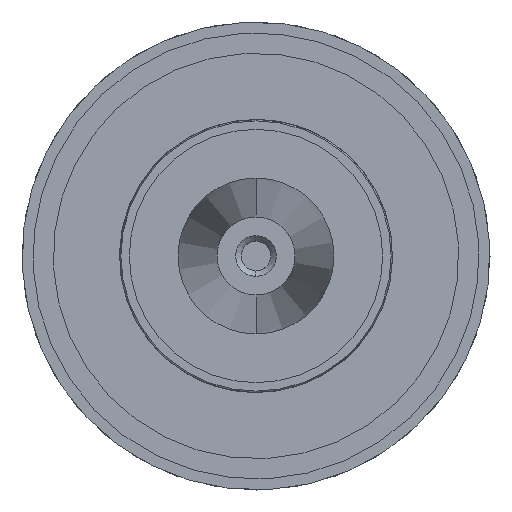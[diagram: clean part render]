
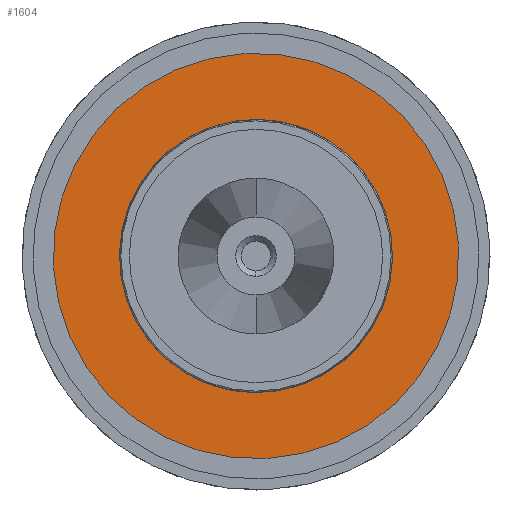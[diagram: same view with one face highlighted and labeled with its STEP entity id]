
A CAD part, front view. The second image highlights one B-rep face of the part: STEP entity #1604.
In plain terms, the highlighted planar face has unit normal (0, -1, 0).
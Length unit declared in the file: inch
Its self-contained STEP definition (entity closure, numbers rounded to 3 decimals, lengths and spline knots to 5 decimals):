
#246 = CIRCLE ( 'NONE', #5087, 0.4375 ) ;
#505 = DIRECTION ( 'NONE',  ( 0., -1., 0. ) ) ;
#532 = EDGE_CURVE ( 'NONE', #4057, #4655, #2139, .T. ) ;
#550 = ORIENTED_EDGE ( 'NONE', *, *, #3879, .T. ) ;
#634 = VERTEX_POINT ( 'NONE', #4971 ) ;
#845 = VERTEX_POINT ( 'NONE', #1885 ) ;
#1538 = PLANE ( 'NONE',  #3150 ) ;
#1584 = DIRECTION ( 'NONE',  ( 0., 0., 1. ) ) ;
#1604 = ADVANCED_FACE ( 'NONE', ( #2426, #5617 ), #1538, .F. ) ;
#1633 = DIRECTION ( 'NONE',  ( -0.662, 0., -0.749 ) ) ;
#1847 = AXIS2_PLACEMENT_3D ( 'NONE', #4367, #5771, #4835 ) ;
#1854 = ORIENTED_EDGE ( 'NONE', *, *, #532, .F. ) ;
#1885 = CARTESIAN_POINT ( 'NONE',  ( -0.44657, -2.25927, 0.47231 ) ) ;
#1930 = DIRECTION ( 'NONE',  ( 0., -1., 0. ) ) ;
#1971 = ORIENTED_EDGE ( 'NONE', *, *, #3617, .T. ) ;
#2115 = DIRECTION ( 'NONE',  ( 0., -1., 0. ) ) ;
#2139 = CIRCLE ( 'NONE', #1847, 0.4375 ) ;
#2426 = FACE_BOUND ( 'NONE', #2656, .T. ) ;
#2576 = CARTESIAN_POINT ( 'NONE',  ( 0.28977, -2.25927, 0.32778 ) ) ;
#2656 = EDGE_LOOP ( 'NONE', ( #1854, #3337 ) ) ;
#2916 = CIRCLE ( 'NONE', #5204, 0.65 ) ;
#2934 = CARTESIAN_POINT ( 'NONE',  ( -0.28977, -2.25927, -0.32778 ) ) ;
#3119 = CARTESIAN_POINT ( 'NONE',  ( -0.28977, -2.25927, -0.32778 ) ) ;
#3150 = AXIS2_PLACEMENT_3D ( 'NONE', #2934, #3351, #1633 ) ;
#3181 = EDGE_CURVE ( 'NONE', #4655, #4057, #246, .T. ) ;
#3337 = ORIENTED_EDGE ( 'NONE', *, *, #3181, .F. ) ;
#3351 = DIRECTION ( 'NONE',  ( 0., 1., 0. ) ) ;
#3617 = EDGE_CURVE ( 'NONE', #634, #845, #4143, .T. ) ;
#3879 = EDGE_CURVE ( 'NONE', #845, #634, #2916, .T. ) ;
#4057 = VERTEX_POINT ( 'NONE', #2576 ) ;
#4143 = CIRCLE ( 'NONE', #4905, 0.65 ) ;
#4311 = EDGE_LOOP ( 'NONE', ( #1971, #550 ) ) ;
#4367 = CARTESIAN_POINT ( 'NONE',  ( 0., -2.25927, 0. ) ) ;
#4579 = CARTESIAN_POINT ( 'NONE',  ( 0., -2.25927, 0. ) ) ;
#4655 = VERTEX_POINT ( 'NONE', #3119 ) ;
#4824 = DIRECTION ( 'NONE',  ( 0., 0., 1. ) ) ;
#4835 = DIRECTION ( 'NONE',  ( 0.662, 0., 0.749 ) ) ;
#4905 = AXIS2_PLACEMENT_3D ( 'NONE', #4910, #2115, #4824 ) ;
#4910 = CARTESIAN_POINT ( 'NONE',  ( 0., -2.25927, 0. ) ) ;
#4971 = CARTESIAN_POINT ( 'NONE',  ( 0.44657, -2.25927, -0.47231 ) ) ;
#5087 = AXIS2_PLACEMENT_3D ( 'NONE', #4579, #505, #5416 ) ;
#5204 = AXIS2_PLACEMENT_3D ( 'NONE', #5659, #1930, #1584 ) ;
#5416 = DIRECTION ( 'NONE',  ( 0.662, 0., 0.749 ) ) ;
#5617 = FACE_OUTER_BOUND ( 'NONE', #4311, .T. ) ;
#5659 = CARTESIAN_POINT ( 'NONE',  ( 0., -2.25927, 0. ) ) ;
#5771 = DIRECTION ( 'NONE',  ( 0., -1., 0. ) ) ;
